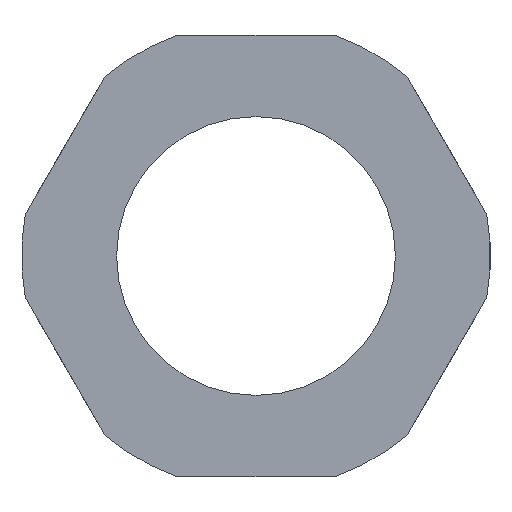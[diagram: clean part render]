
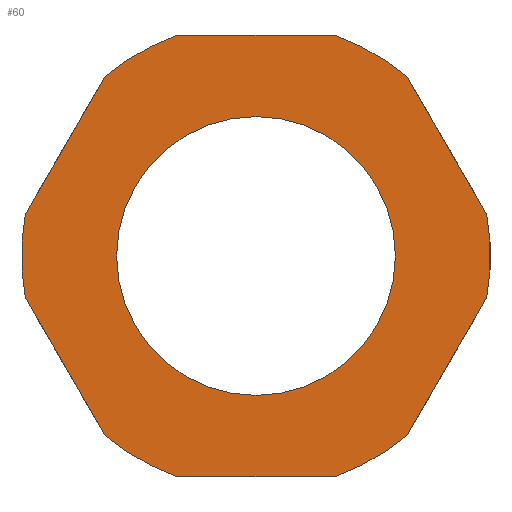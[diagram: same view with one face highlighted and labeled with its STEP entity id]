
A CAD part, front view. The second image highlights one B-rep face of the part: STEP entity #60.
In plain terms, the highlighted planar face has unit normal (0, -1, 0).
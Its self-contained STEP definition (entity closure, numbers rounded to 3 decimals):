
#50=FACE_BOUND('',#109,.T.);
#51=FACE_BOUND('',#110,.T.);
#60=ADVANCED_FACE('',(#50,#51),#80,.F.);
#80=PLANE('',#413);
#109=EDGE_LOOP('',(#174));
#110=EDGE_LOOP('',(#175,#176,#177,#178,#179,#180,#181,#182,#183,#184,#185,
#186));
#174=ORIENTED_EDGE('',*,*,#298,.T.);
#175=ORIENTED_EDGE('',*,*,#305,.F.);
#176=ORIENTED_EDGE('',*,*,#271,.T.);
#177=ORIENTED_EDGE('',*,*,#306,.F.);
#178=ORIENTED_EDGE('',*,*,#296,.T.);
#179=ORIENTED_EDGE('',*,*,#307,.F.);
#180=ORIENTED_EDGE('',*,*,#291,.T.);
#181=ORIENTED_EDGE('',*,*,#308,.F.);
#182=ORIENTED_EDGE('',*,*,#286,.T.);
#183=ORIENTED_EDGE('',*,*,#309,.F.);
#184=ORIENTED_EDGE('',*,*,#281,.T.);
#185=ORIENTED_EDGE('',*,*,#310,.F.);
#186=ORIENTED_EDGE('',*,*,#276,.T.);
#235=VERTEX_POINT('',#540);
#239=VERTEX_POINT('',#553);
#240=VERTEX_POINT('',#557);
#244=VERTEX_POINT('',#570);
#245=VERTEX_POINT('',#574);
#249=VERTEX_POINT('',#587);
#250=VERTEX_POINT('',#591);
#254=VERTEX_POINT('',#604);
#255=VERTEX_POINT('',#608);
#259=VERTEX_POINT('',#621);
#260=VERTEX_POINT('',#625);
#264=VERTEX_POINT('',#638);
#266=VERTEX_POINT('',#644);
#271=EDGE_CURVE('',#235,#239,#319,.T.);
#276=EDGE_CURVE('',#240,#244,#322,.T.);
#281=EDGE_CURVE('',#245,#249,#325,.T.);
#286=EDGE_CURVE('',#250,#254,#328,.T.);
#291=EDGE_CURVE('',#255,#259,#331,.T.);
#296=EDGE_CURVE('',#260,#264,#334,.T.);
#298=EDGE_CURVE('',#266,#266,#357,.T.);
#305=EDGE_CURVE('',#235,#244,#364,.T.);
#306=EDGE_CURVE('',#260,#239,#365,.T.);
#307=EDGE_CURVE('',#255,#264,#366,.T.);
#308=EDGE_CURVE('',#250,#259,#367,.T.);
#309=EDGE_CURVE('',#245,#254,#368,.T.);
#310=EDGE_CURVE('',#240,#249,#369,.T.);
#319=LINE('',#554,#337);
#322=LINE('',#571,#340);
#325=LINE('',#588,#343);
#328=LINE('',#605,#346);
#331=LINE('',#622,#349);
#334=LINE('',#639,#352);
#337=VECTOR('',#438,1.);
#340=VECTOR('',#443,1.);
#343=VECTOR('',#448,1.);
#346=VECTOR('',#453,1.);
#349=VECTOR('',#458,1.);
#352=VECTOR('',#463,1.);
#357=CIRCLE('',#398,5.055);
#364=CIRCLE('',#407,8.5);
#365=CIRCLE('',#408,8.5);
#366=CIRCLE('',#409,8.5);
#367=CIRCLE('',#410,8.5);
#368=CIRCLE('',#411,8.5);
#369=CIRCLE('',#412,8.5);
#398=AXIS2_PLACEMENT_3D('',#643,#468,#469);
#407=AXIS2_PLACEMENT_3D('',#653,#486,#487);
#408=AXIS2_PLACEMENT_3D('',#654,#488,#489);
#409=AXIS2_PLACEMENT_3D('',#655,#490,#491);
#410=AXIS2_PLACEMENT_3D('',#656,#492,#493);
#411=AXIS2_PLACEMENT_3D('',#657,#494,#495);
#412=AXIS2_PLACEMENT_3D('',#658,#496,#497);
#413=AXIS2_PLACEMENT_3D('',#659,#498,#499);
#438=DIRECTION('',(-0.5,0.,-0.866));
#443=DIRECTION('',(-1.,0.,0.));
#448=DIRECTION('',(-0.5,0.,0.866));
#453=DIRECTION('',(0.5,0.,0.866));
#458=DIRECTION('',(1.,0.,0.));
#463=DIRECTION('',(0.5,0.,-0.866));
#468=DIRECTION('',(0.,1.,0.));
#469=DIRECTION('',(-1.,0.,0.));
#486=DIRECTION('',(0.,1.,0.));
#487=DIRECTION('',(-1.,0.,0.));
#488=DIRECTION('',(0.,1.,0.));
#489=DIRECTION('',(-1.,0.,0.));
#490=DIRECTION('',(0.,1.,0.));
#491=DIRECTION('',(-1.,0.,0.));
#492=DIRECTION('',(0.,1.,0.));
#493=DIRECTION('',(-1.,0.,0.));
#494=DIRECTION('',(0.,1.,0.));
#495=DIRECTION('',(-1.,0.,0.));
#496=DIRECTION('',(0.,1.,0.));
#497=DIRECTION('',(-1.,0.,0.));
#498=DIRECTION('',(0.,1.,0.));
#499=DIRECTION('',(-1.,0.,0.));
#540=CARTESIAN_POINT('',(44.508,50.,6.487));
#553=CARTESIAN_POINT('',(41.636,50.,1.513));
#554=CARTESIAN_POINT('',(45.381,50.,8.));
#557=CARTESIAN_POINT('',(52.872,50.,8.));
#570=CARTESIAN_POINT('',(47.128,50.,8.));
#571=CARTESIAN_POINT('',(54.619,50.,8.));
#574=CARTESIAN_POINT('',(58.364,50.,1.513));
#587=CARTESIAN_POINT('',(55.492,50.,6.487));
#588=CARTESIAN_POINT('',(59.238,50.,0.));
#591=CARTESIAN_POINT('',(55.492,50.,-6.487));
#604=CARTESIAN_POINT('',(58.364,50.,-1.513));
#605=CARTESIAN_POINT('',(54.619,50.,-8.));
#608=CARTESIAN_POINT('',(47.128,50.,-8.));
#621=CARTESIAN_POINT('',(52.872,50.,-8.));
#622=CARTESIAN_POINT('',(45.381,50.,-8.));
#625=CARTESIAN_POINT('',(41.636,50.,-1.513));
#638=CARTESIAN_POINT('',(44.508,50.,-6.487));
#639=CARTESIAN_POINT('',(40.762,50.,0.));
#643=CARTESIAN_POINT('',(50.,50.,0.));
#644=CARTESIAN_POINT('',(44.945,50.,0.));
#653=CARTESIAN_POINT('',(50.,50.,0.));
#654=CARTESIAN_POINT('',(50.,50.,0.));
#655=CARTESIAN_POINT('',(50.,50.,0.));
#656=CARTESIAN_POINT('',(50.,50.,0.));
#657=CARTESIAN_POINT('',(50.,50.,0.));
#658=CARTESIAN_POINT('',(50.,50.,0.));
#659=CARTESIAN_POINT('',(55.055,50.,0.));
